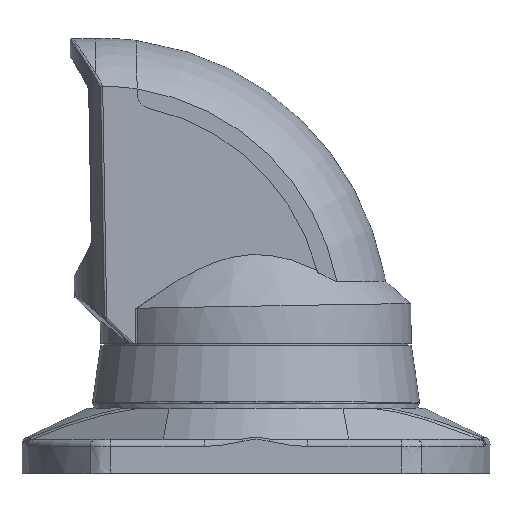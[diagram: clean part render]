
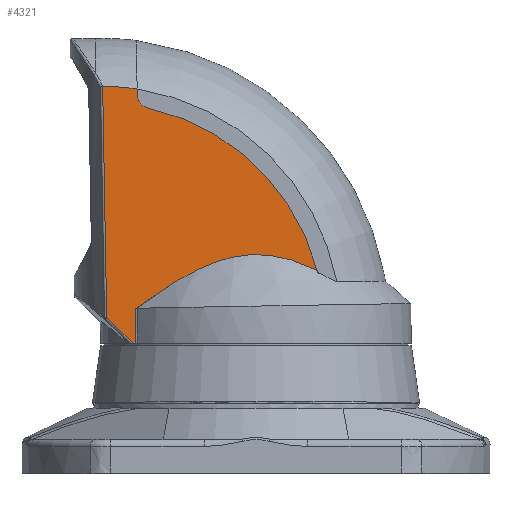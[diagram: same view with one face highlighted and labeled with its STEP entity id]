
A CAD part, top view. The second image highlights one B-rep face of the part: STEP entity #4321.
In plain terms, the highlighted planar face has unit normal (0, 0, 1).
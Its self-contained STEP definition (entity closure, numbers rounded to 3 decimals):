
#119 = FACE_OUTER_BOUND ( 'NONE', #898, .T. ) ;
#296 = CARTESIAN_POINT ( 'NONE',  ( -44.603, 151.566, 41.5 ) ) ;
#506 = VERTEX_POINT ( 'NONE', #8119 ) ;
#520 = ORIENTED_EDGE ( 'NONE', *, *, #9671, .T. ) ;
#581 = CARTESIAN_POINT ( 'NONE',  ( -63.614, 160.702, 41.5 ) ) ;
#898 = EDGE_LOOP ( 'NONE', ( #6787, #2227, #6663, #4625, #914, #1061, #6661, #1952, #520, #4511 ) ) ;
#914 = ORIENTED_EDGE ( 'NONE', *, *, #9591, .T. ) ;
#1061 = ORIENTED_EDGE ( 'NONE', *, *, #11738, .T. ) ;
#1085 = AXIS2_PLACEMENT_3D ( 'NONE', #10905, #8625, #2660 ) ;
#1225 = CARTESIAN_POINT ( 'NONE',  ( -63.673, 160.688, 41.5 ) ) ;
#1303 = CARTESIAN_POINT ( 'NONE',  ( -63.673, 160.688, 41.5 ) ) ;
#1707 = EDGE_CURVE ( 'Defeature ausgef�hrt2_212+Defeature ausgef�hrt2_222+Defeature ausgef�hrt2_190+Defeature ausgef�hrt2_223', #8434, #11646, #7910, .T. ) ;
#1948 = CARTESIAN_POINT ( 'NONE',  ( -38.963, 76.044, 41.5 ) ) ;
#1952 = ORIENTED_EDGE ( 'NONE', *, *, #10514, .T. ) ;
#2072 = CARTESIAN_POINT ( 'NONE',  ( 9.167, 89.932, 41.5 ) ) ;
#2139 = CARTESIAN_POINT ( 'NONE',  ( -63.496, 160.707, 41.5 ) ) ;
#2167 = CARTESIAN_POINT ( 'NONE',  ( -74.934, 54., 41.5 ) ) ;
#2183 = CARTESIAN_POINT ( 'NONE',  ( 4.036, 90.685, 41.5 ) ) ;
#2191 = VERTEX_POINT ( 'NONE', #1225 ) ;
#2227 = ORIENTED_EDGE ( 'NONE', *, *, #11329, .T. ) ;
#2271 = CARTESIAN_POINT ( 'NONE',  ( -63.496, 160.707, 41.5 ) ) ;
#2378 = CIRCLE ( 'NONE', #1085, 93. ) ;
#2398 = CIRCLE ( 'NONE', #8431, 99.966 ) ;
#2442 = DIRECTION ( 'NONE',  ( 0., 0., 1. ) ) ;
#2460 = CARTESIAN_POINT ( 'NONE',  ( 7.47, 90.235, 41.5 ) ) ;
#2466 = CARTESIAN_POINT ( 'NONE',  ( -61.175, 63.813, 41.5 ) ) ;
#2511 = CARTESIAN_POINT ( 'NONE',  ( -22.648, 85.305, 41.5 ) ) ;
#2603 = CARTESIAN_POINT ( 'NONE',  ( -30.254, 81.419, 41.5 ) ) ;
#2660 = DIRECTION ( 'NONE',  ( 0.017, -1., 0. ) ) ;
#2701 = CARTESIAN_POINT ( 'NONE',  ( -43.312, 157.425, 41.5 ) ) ;
#2937 = VERTEX_POINT ( 'NONE', #11486 ) ;
#3064 = CARTESIAN_POINT ( 'NONE',  ( 6.613, 90.365, 41.5 ) ) ;
#3201 = CARTESIAN_POINT ( 'NONE',  ( -64.628, 60.747, 41.5 ) ) ;
#3244 = CARTESIAN_POINT ( 'NONE',  ( 2.322, 90.802, 41.5 ) ) ;
#3690 = CARTESIAN_POINT ( 'NONE',  ( -50.147, 68.501, 41.5 ) ) ;
#3694 = DIRECTION ( 'NONE',  ( -0.017, 1., 0. ) ) ;
#3825 = LINE ( 'NONE', #2167, #10044 ) ;
#3992 = CARTESIAN_POINT ( 'NONE',  ( -1.098, 90.839, 41.5 ) ) ;
#4287 = CARTESIAN_POINT ( 'NONE',  ( -49.311, 157.321, 41.5 ) ) ;
#4321 = ADVANCED_FACE ( 'Defeature ausgef�hrt2_222', ( #119 ), #8137, .F. ) ;
#4367 = DIRECTION ( 'NONE',  ( 0.017, -1., 0. ) ) ;
#4394 = CIRCLE ( 'NONE', #6213, 6. ) ;
#4511 = ORIENTED_EDGE ( 'NONE', *, *, #6391, .T. ) ;
#4553 = DIRECTION ( 'NONE',  ( 0.017, -1., 0. ) ) ;
#4617 = CARTESIAN_POINT ( 'NONE',  ( -6.207, 90.404, 41.5 ) ) ;
#4625 = ORIENTED_EDGE ( 'NONE', *, *, #1707, .F. ) ;
#4779 = DIRECTION ( 'NONE',  ( -0.017, 1., 0. ) ) ;
#4798 = AXIS2_PLACEMENT_3D ( 'NONE', #10974, #9128, #8312 ) ;
#5050 = DIRECTION ( 'NONE',  ( 0., 0., -1. ) ) ;
#5202 = CARTESIAN_POINT ( 'NONE',  ( -44.606, 72.184, 41.5 ) ) ;
#5331 = EDGE_CURVE ( 'Defeature ausgef�hrt2_222+Defeature ausgef�hrt2_223+Defeature ausgef�hrt2_231+Defeature ausgef�hrt2_212', #7390, #11646, #9746, .T. ) ;
#5528 = LINE ( 'NONE', #7073, #9926 ) ;
#5625 = VERTEX_POINT ( 'NONE', #7170 ) ;
#5667 = B_SPLINE_CURVE_WITH_KNOTS ( 'NONE', 3,
 ( #2271, #11502, #581, #1303 ),
 .UNSPECIFIED., .F., .F.,
 ( 4, 4 ),
 ( 0., 0. ),
 .UNSPECIFIED. ) ;
#5675 = CARTESIAN_POINT ( 'NONE',  ( 12.514, 89.184, 41.5 ) ) ;
#5864 = DIRECTION ( 'NONE',  ( 0.719, -0.695, 0. ) ) ;
#6213 = AXIS2_PLACEMENT_3D ( 'NONE', #2701, #5050, #4367 ) ;
#6391 = EDGE_CURVE ( 'Defeature ausgef�hrt2_222+Defeature ausgef�hrt2_204+Defeature ausgef�hrt2_205+Defeature ausgef�hrt2_221', #2191, #506, #11609, .T. ) ;
#6432 = VERTEX_POINT ( 'NONE', #4287 ) ;
#6537 = CARTESIAN_POINT ( 'NONE',  ( -21.083, 86.008, 41.5 ) ) ;
#6661 = ORIENTED_EDGE ( 'NONE', *, *, #9629, .T. ) ;
#6663 = ORIENTED_EDGE ( 'NONE', *, *, #5331, .T. ) ;
#6777 = VECTOR ( 'NONE', #4553, 1000. ) ;
#6787 = ORIENTED_EDGE ( 'NONE', *, *, #10499, .T. ) ;
#7073 = CARTESIAN_POINT ( 'NONE',  ( -47.438, 50.046, 41.5 ) ) ;
#7170 = CARTESIAN_POINT ( 'NONE',  ( -49.349, 159.539, 41.5 ) ) ;
#7285 = CARTESIAN_POINT ( 'NONE',  ( 25.32, 84.377, 41.5 ) ) ;
#7377 = VECTOR ( 'NONE', #4779, 1000. ) ;
#7390 = VERTEX_POINT ( 'NONE', #9067 ) ;
#7502 = CARTESIAN_POINT ( 'NONE',  ( 22.204, 85.846, 41.5 ) ) ;
#7910 = B_SPLINE_CURVE_WITH_KNOTS ( 'NONE', 3,
 ( #9126, #7502, #9950, #8336, #5675, #11120, #2072, #2460, #3064, #2183, #3244, #3992, #11644, #4617, #10992, #10213, #8006, #9267, #8411, #6537, #2511, #10512, #2603, #7941, #1948, #5202, #9402, #11277 ),
 .UNSPECIFIED., .F., .F.,
 ( 4, 2, 2, 2, 2, 2, 2, 2, 2, 2, 2, 2, 2, 4 ),
 ( -0.044, -0.033, -0.028, -0.026, -0.023, -0.018, -0.013, -0.008, -0.003, 0.002, 0.007, 0.018, 0.028, 0.038 ),
 .UNSPECIFIED. ) ;
#7941 = CARTESIAN_POINT ( 'NONE',  ( -36.101, 77.906, 41.5 ) ) ;
#8006 = CARTESIAN_POINT ( 'NONE',  ( -12.963, 88.95, 41.5 ) ) ;
#8119 = CARTESIAN_POINT ( 'NONE',  ( -61.996, 64.606, 41.5 ) ) ;
#8137 = PLANE ( 'NONE',  #4798 ) ;
#8312 = DIRECTION ( 'NONE',  ( 0.017, -1., 0. ) ) ;
#8336 = CARTESIAN_POINT ( 'NONE',  ( 14.159, 88.723, 41.5 ) ) ;
#8411 = CARTESIAN_POINT ( 'NONE',  ( -17.891, 87.307, 41.5 ) ) ;
#8431 = AXIS2_PLACEMENT_3D ( 'NONE', #3201, #2442, #10204 ) ;
#8434 = VERTEX_POINT ( 'NONE', #7285 ) ;
#8477 = VERTEX_POINT ( 'NONE', #2139 ) ;
#8625 = DIRECTION ( 'NONE',  ( 0., 0., 1. ) ) ;
#8820 = VECTOR ( 'NONE', #5864, 1000. ) ;
#9067 = CARTESIAN_POINT ( 'NONE',  ( -49.893, 54., 41.5 ) ) ;
#9126 = CARTESIAN_POINT ( 'NONE',  ( 25.32, 84.377, 41.5 ) ) ;
#9128 = DIRECTION ( 'NONE',  ( 0., 0., -1. ) ) ;
#9163 = CARTESIAN_POINT ( 'NONE',  ( -50.14, 68.137, 41.5 ) ) ;
#9267 = CARTESIAN_POINT ( 'NONE',  ( -16.26, 87.904, 41.5 ) ) ;
#9402 = CARTESIAN_POINT ( 'NONE',  ( -47.388, 70.183, 41.5 ) ) ;
#9480 = VERTEX_POINT ( 'NONE', #296 ) ;
#9591 = EDGE_CURVE ( 'Defeature ausgef�hrt2_222+Defeature ausgef�hrt2_206+Defeature ausgef�hrt2_212+Defeature ausgef�hrt2_206', #8434, #9480, #2378, .T. ) ;
#9629 = EDGE_CURVE ( 'Defeature ausgef�hrt2_222+Defeature ausgef�hrt2_206+Defeature ausgef�hrt2_206+Defeature ausgef�hrt2_214', #6432, #5625, #5528, .T. ) ;
#9671 = EDGE_CURVE ( 'Defeature ausgef�hrt2_222+Defeature ausgef�hrt2_205+Defeature ausgef�hrt2_214+Defeature ausgef�hrt2_204', #8477, #2191, #5667, .T. ) ;
#9746 = LINE ( 'NONE', #3690, #7377 ) ;
#9926 = VECTOR ( 'NONE', #3694, 1000. ) ;
#9950 = CARTESIAN_POINT ( 'NONE',  ( 19.035, 87.148, 41.5 ) ) ;
#10044 = VECTOR ( 'NONE', #10772, 1000. ) ;
#10204 = DIRECTION ( 'NONE',  ( 1., 0.017, 0. ) ) ;
#10213 = CARTESIAN_POINT ( 'NONE',  ( -11.292, 89.401, 41.5 ) ) ;
#10483 = LINE ( 'NONE', #2466, #8820 ) ;
#10499 = EDGE_CURVE ( 'Defeature ausgef�hrt2_222+Defeature ausgef�hrt2_221+Defeature ausgef�hrt2_204+Defeature ausgef�hrt2_231', #506, #2937, #10483, .T. ) ;
#10512 = CARTESIAN_POINT ( 'NONE',  ( -27.269, 83.073, 41.5 ) ) ;
#10514 = EDGE_CURVE ( 'Defeature ausgef�hrt2_222+Defeature ausgef�hrt2_214+Defeature ausgef�hrt2_206+Defeature ausgef�hrt2_205', #5625, #8477, #2398, .T. ) ;
#10603 = CARTESIAN_POINT ( 'NONE',  ( -61.737, 49.796, 41.5 ) ) ;
#10772 = DIRECTION ( 'NONE',  ( 1., 0., 0. ) ) ;
#10905 = CARTESIAN_POINT ( 'NONE',  ( -64.628, 60.747, 41.5 ) ) ;
#10974 = CARTESIAN_POINT ( 'NONE',  ( -74.934, 49.566, 41.5 ) ) ;
#10992 = CARTESIAN_POINT ( 'NONE',  ( -7.904, 90.13, 41.5 ) ) ;
#11120 = CARTESIAN_POINT ( 'NONE',  ( 10.008, 89.76, 41.5 ) ) ;
#11277 = CARTESIAN_POINT ( 'NONE',  ( -50.14, 68.137, 41.5 ) ) ;
#11329 = EDGE_CURVE ( 'Defeature ausgef�hrt2_222+Defeature ausgef�hrt2_231+Defeature ausgef�hrt2_221+Defeature ausgef�hrt2_223', #2937, #7390, #3825, .T. ) ;
#11486 = CARTESIAN_POINT ( 'NONE',  ( -51.013, 54., 41.5 ) ) ;
#11502 = CARTESIAN_POINT ( 'NONE',  ( -63.555, 160.707, 41.5 ) ) ;
#11609 = LINE ( 'NONE', #10603, #6777 ) ;
#11644 = CARTESIAN_POINT ( 'NONE',  ( -2.804, 90.759, 41.5 ) ) ;
#11646 = VERTEX_POINT ( 'NONE', #9163 ) ;
#11738 = EDGE_CURVE ( 'Defeature ausgef�hrt2_222+Defeature ausgef�hrt2_206+Defeature ausgef�hrt2_206+Defeature ausgef�hrt2_206', #9480, #6432, #4394, .T. ) ;
